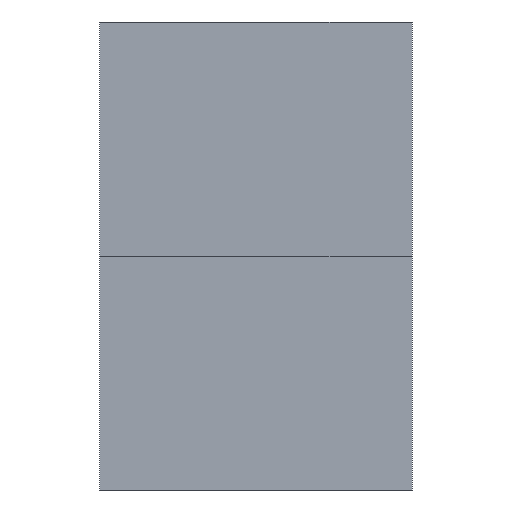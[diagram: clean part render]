
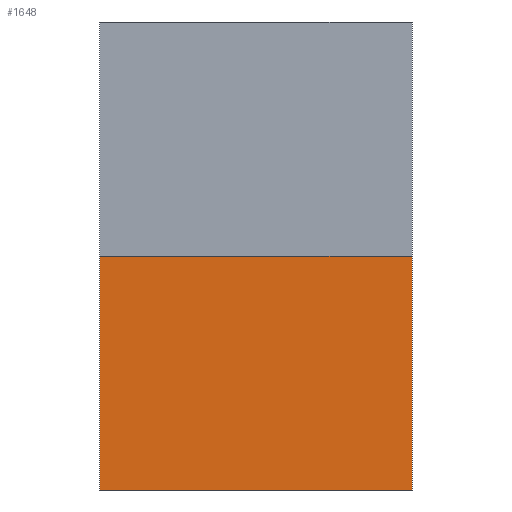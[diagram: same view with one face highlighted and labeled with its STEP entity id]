
A CAD part, left-side view. The second image highlights one B-rep face of the part: STEP entity #1648.
In plain terms, the highlighted planar face has unit normal (-1, 0.002, 0).
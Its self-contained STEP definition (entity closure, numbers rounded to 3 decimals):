
#54=FACE_OUTER_BOUND('',#136,.T.);
#136=EDGE_LOOP('',(#1083,#1084,#1085,#1086));
#228=LINE('',#2285,#452);
#229=LINE('',#2288,#453);
#230=LINE('',#2290,#454);
#231=LINE('',#2291,#455);
#452=VECTOR('',#1853,10.);
#453=VECTOR('',#1856,10.);
#454=VECTOR('',#1857,10.);
#455=VECTOR('',#1858,10.);
#674=VERTEX_POINT('',#2279);
#676=VERTEX_POINT('',#2283);
#677=VERTEX_POINT('',#2287);
#678=VERTEX_POINT('',#2289);
#836=EDGE_CURVE('',#676,#674,#228,.T.);
#837=EDGE_CURVE('',#674,#677,#229,.T.);
#838=EDGE_CURVE('',#678,#676,#230,.T.);
#839=EDGE_CURVE('',#678,#677,#231,.T.);
#1083=ORIENTED_EDGE('',*,*,#837,.F.);
#1084=ORIENTED_EDGE('',*,*,#836,.F.);
#1085=ORIENTED_EDGE('',*,*,#838,.F.);
#1086=ORIENTED_EDGE('',*,*,#839,.T.);
#1572=PLANE('',#1745);
#1648=ADVANCED_FACE('',(#54),#1572,.T.);
#1745=AXIS2_PLACEMENT_3D('',#2286,#1854,#1855);
#1853=DIRECTION('',(0.,0.,1.));
#1854=DIRECTION('center_axis',(-1.,0.002,0.));
#1855=DIRECTION('ref_axis',(-0.002,-1.,0.));
#1856=DIRECTION('',(-0.002,-1.,0.));
#1857=DIRECTION('',(0.002,1.,0.));
#1858=DIRECTION('',(0.,0.,1.));
#2279=CARTESIAN_POINT('',(-56.048,5.019,0.));
#2283=CARTESIAN_POINT('',(-56.048,5.019,-30.));
#2285=CARTESIAN_POINT('',(-56.048,5.019,0.));
#2286=CARTESIAN_POINT('Origin',(-56.048,5.019,0.));
#2287=CARTESIAN_POINT('',(-56.12,-35.,0.));
#2288=CARTESIAN_POINT('',(-56.066,-4.951,0.));
#2289=CARTESIAN_POINT('',(-56.12,-35.,-30.));
#2290=CARTESIAN_POINT('',(-56.048,5.019,-30.));
#2291=CARTESIAN_POINT('',(-56.12,-35.,0.));
